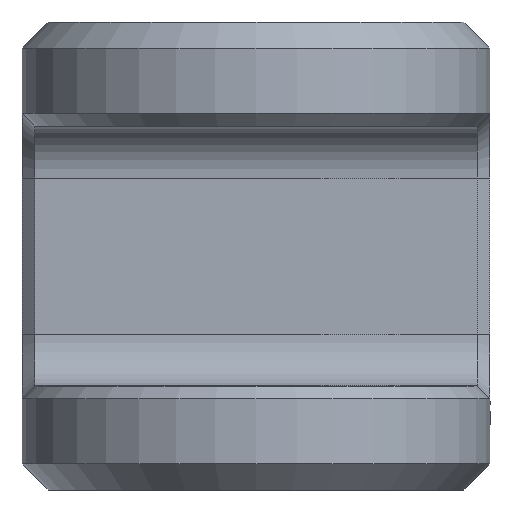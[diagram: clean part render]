
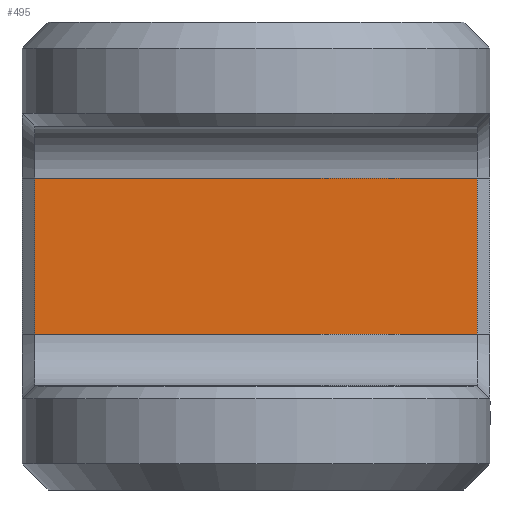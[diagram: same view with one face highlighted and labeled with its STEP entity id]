
A CAD part, front view. The second image highlights one B-rep face of the part: STEP entity #495.
In plain terms, the highlighted planar face has unit normal (0, -1, 0).
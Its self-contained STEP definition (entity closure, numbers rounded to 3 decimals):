
#38 = ORIENTED_EDGE ( 'NONE', *, *, #727, .T. ) ;
#123 = VECTOR ( 'NONE', #1120, 1000. ) ;
#203 = DIRECTION ( 'NONE',  ( 0., 0., -1. ) ) ;
#206 = CARTESIAN_POINT ( 'NONE',  ( 0.25, 10.187, -1.5 ) ) ;
#217 = VERTEX_POINT ( 'NONE', #1693 ) ;
#276 = EDGE_CURVE ( 'NONE', #1600, #1951, #1730, .T. ) ;
#289 = EDGE_CURVE ( 'NONE', #217, #1951, #1709, .T. ) ;
#321 = CARTESIAN_POINT ( 'NONE',  ( 8.75, 10.187, 1.5 ) ) ;
#495 = ADVANCED_FACE ( 'NONE', ( #1382 ), #574, .F. ) ;
#533 = AXIS2_PLACEMENT_3D ( 'NONE', #710, #1478, #1619 ) ;
#535 = CARTESIAN_POINT ( 'NONE',  ( 8.75, 10.187, 1.5 ) ) ;
#562 = VECTOR ( 'NONE', #1407, 1000. ) ;
#574 = PLANE ( 'NONE',  #533 ) ;
#642 = ORIENTED_EDGE ( 'NONE', *, *, #1865, .T. ) ;
#688 = EDGE_LOOP ( 'NONE', ( #1491, #38, #642, #1560 ) ) ;
#710 = CARTESIAN_POINT ( 'NONE',  ( 9., 10.187, 1.5 ) ) ;
#727 = EDGE_CURVE ( 'NONE', #217, #1859, #1877, .T. ) ;
#785 = CARTESIAN_POINT ( 'NONE',  ( 9., 10.187, -1.5 ) ) ;
#1081 = DIRECTION ( 'NONE',  ( 0., 0., 1. ) ) ;
#1082 = VECTOR ( 'NONE', #203, 1000. ) ;
#1120 = DIRECTION ( 'NONE',  ( -1., 0., 0. ) ) ;
#1142 = LINE ( 'NONE', #1713, #123 ) ;
#1382 = FACE_OUTER_BOUND ( 'NONE', #688, .T. ) ;
#1407 = DIRECTION ( 'NONE',  ( -1., 0., 0. ) ) ;
#1478 = DIRECTION ( 'NONE',  ( 0., 1., 0. ) ) ;
#1491 = ORIENTED_EDGE ( 'NONE', *, *, #289, .F. ) ;
#1560 = ORIENTED_EDGE ( 'NONE', *, *, #276, .T. ) ;
#1600 = VERTEX_POINT ( 'NONE', #1929 ) ;
#1619 = DIRECTION ( 'NONE',  ( 0., 0., 1. ) ) ;
#1685 = VECTOR ( 'NONE', #1081, 1000. ) ;
#1693 = CARTESIAN_POINT ( 'NONE',  ( 8.75, 10.187, -1.5 ) ) ;
#1709 = LINE ( 'NONE', #785, #562 ) ;
#1713 = CARTESIAN_POINT ( 'NONE',  ( 9., 10.187, 1.5 ) ) ;
#1730 = LINE ( 'NONE', #1848, #1082 ) ;
#1848 = CARTESIAN_POINT ( 'NONE',  ( 0.25, 10.187, -1.5 ) ) ;
#1859 = VERTEX_POINT ( 'NONE', #535 ) ;
#1865 = EDGE_CURVE ( 'NONE', #1859, #1600, #1142, .T. ) ;
#1877 = LINE ( 'NONE', #321, #1685 ) ;
#1929 = CARTESIAN_POINT ( 'NONE',  ( 0.25, 10.187, 1.5 ) ) ;
#1951 = VERTEX_POINT ( 'NONE', #206 ) ;
